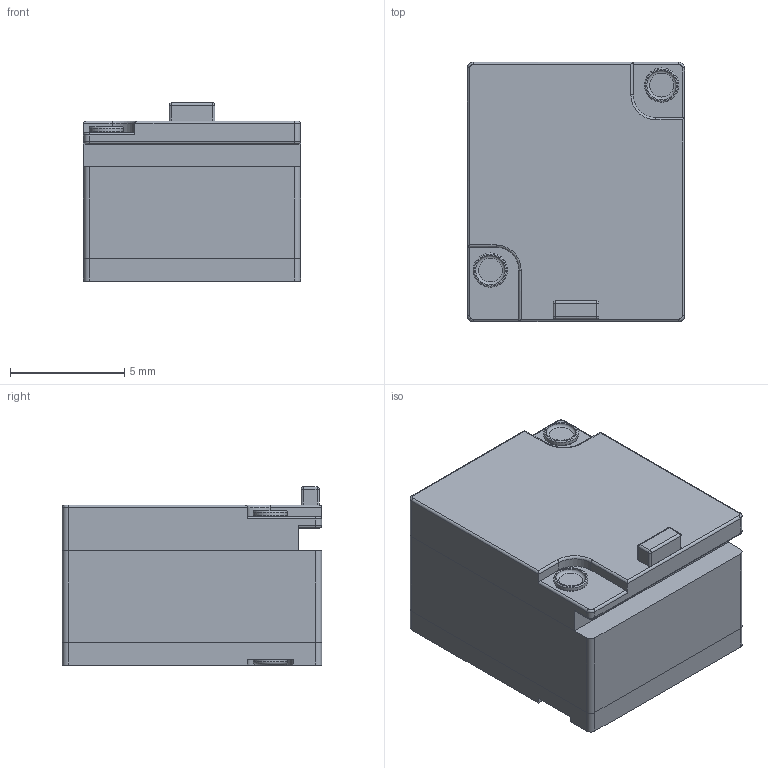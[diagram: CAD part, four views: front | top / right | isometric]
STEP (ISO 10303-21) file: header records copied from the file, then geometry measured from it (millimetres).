
FILE_DESCRIPTION(('FreeCAD Model'),'2;1');
FILE_NAME('rd901fbody.step','2019-06-14T09:33:56',('Author'),(''), 'Open CASCADE STEP processor 7.3','FreeCAD','Unknown');
FILE_SCHEMA(('AUTOMOTIVE_DESIGN { 1 0 10303 214 1 1 1 1 }'));
Length unit declared in the file: millimetre
Products named in the file (9): RD901F_Body_z=7.0; Body_1_z=1; Body_2_z=4; Body_3_z=2; Rivet_Top_1; Rivet_Top_2; Rivet_Bot_1; Rivet_Bot_2; Tab
Assembly tree (8 placements, depth 2):
  RD901F_Body_z=7.0
    Body_1_z=1
    Body_2_z=4
    Body_3_z=2
    Rivet_Top_1
    Rivet_Top_2
    Rivet_Bot_1
    Rivet_Bot_2
    Tab
Bounding box: 9.5 x 11.35 x 7.8 mm (x, y, z)
Volume: 738.9 mm3; surface area: 957.5 mm2
Topology: 8 solids, 8 shells, 114 faces, 258 edges, 158 vertices
Faces by surface type: plane 48, cylinder 46, torus 16, sphere 4
Full cylindrical faces by diameter (mm): 1.3 x2, 1.5 x4
Entity records: 3381 total; most frequent: DIRECTION 612, CARTESIAN_POINT 535, ORIENTED_EDGE 508, EDGE_CURVE 254, AXIS2_PLACEMENT_3D 235, VERTEX_POINT 158, LINE 142, VECTOR 142
